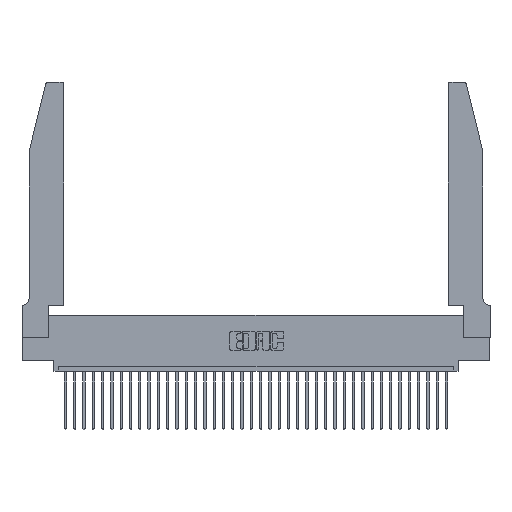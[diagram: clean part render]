
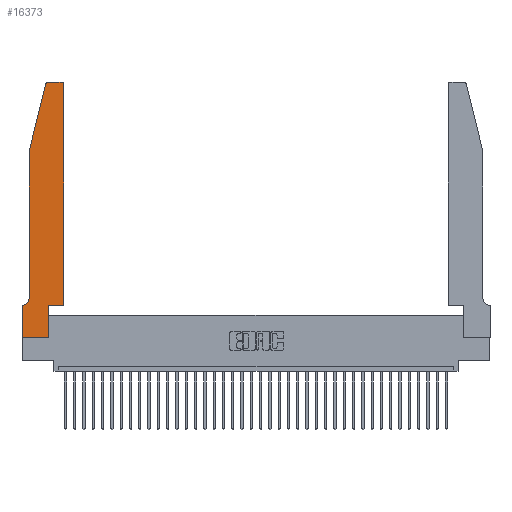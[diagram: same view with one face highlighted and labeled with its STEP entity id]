
A CAD part, top view. The second image highlights one B-rep face of the part: STEP entity #16373.
In plain terms, the highlighted planar face has unit normal (0, 0, 1).
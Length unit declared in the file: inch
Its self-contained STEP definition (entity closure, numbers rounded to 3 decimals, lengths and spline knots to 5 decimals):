
#244 = CARTESIAN_POINT ( 'NONE',  ( 0.25487, 2.72718, 0.37 ) ) ;
#1054 = DIRECTION ( 'NONE',  ( 1., 0., 0. ) ) ;
#1129 = ORIENTED_EDGE ( 'NONE', *, *, #4345, .T. ) ;
#1268 = VERTEX_POINT ( 'NONE', #16891 ) ;
#1465 = CARTESIAN_POINT ( 'NONE',  ( 0.4205, 2.72, 0.37 ) ) ;
#1481 = VECTOR ( 'NONE', #21939, 39.37008 ) ;
#1763 = CARTESIAN_POINT ( 'NONE',  ( 0.0755, 2., 0.37 ) ) ;
#2215 = FACE_OUTER_BOUND ( 'NONE', #14886, .T. ) ;
#2296 = VECTOR ( 'NONE', #4317, 39.37008 ) ;
#2344 = CARTESIAN_POINT ( 'NONE',  ( 0.4505, 2.72, 0.37 ) ) ;
#2598 = VERTEX_POINT ( 'NONE', #11798 ) ;
#2984 = VERTEX_POINT ( 'NONE', #2344 ) ;
#3237 = ORIENTED_EDGE ( 'NONE', *, *, #34471, .T. ) ;
#3418 = LINE ( 'NONE', #20390, #28573 ) ;
#4277 = ORIENTED_EDGE ( 'NONE', *, *, #31899, .T. ) ;
#4317 = DIRECTION ( 'NONE',  ( 1., 0., 0. ) ) ;
#4345 = EDGE_CURVE ( 'NONE', #31418, #32375, #8100, .T. ) ;
#4623 = DIRECTION ( 'NONE',  ( 1., 0., 0. ) ) ;
#4687 = DIRECTION ( 'NONE',  ( 1., 0., 0. ) ) ;
#4755 = DIRECTION ( 'NONE',  ( 0., 0., 1. ) ) ;
#5573 = LINE ( 'NONE', #8024, #21462 ) ;
#5762 = CARTESIAN_POINT ( 'NONE',  ( 0., 0.35, 0.37 ) ) ;
#5876 = CIRCLE ( 'NONE', #15166, 0.07 ) ;
#6088 = CARTESIAN_POINT ( 'NONE',  ( 0.0755, 0.42, 0.37 ) ) ;
#6598 = CARTESIAN_POINT ( 'NONE',  ( 0.0055, 0.42, 0.37 ) ) ;
#6645 = EDGE_CURVE ( 'NONE', #33590, #21318, #12903, .T. ) ;
#6684 = LINE ( 'NONE', #12892, #35829 ) ;
#6966 = CARTESIAN_POINT ( 'NONE',  ( 0.2865, 0., 0.37 ) ) ;
#7745 = VERTEX_POINT ( 'NONE', #25689 ) ;
#8024 = CARTESIAN_POINT ( 'NONE',  ( 0.0755, 0.35, 0.37 ) ) ;
#8094 = EDGE_CURVE ( 'NONE', #2984, #31418, #19879, .T. ) ;
#8100 = LINE ( 'NONE', #33835, #1481 ) ;
#8236 = DIRECTION ( 'NONE',  ( 0., 1., 0. ) ) ;
#8431 = ORIENTED_EDGE ( 'NONE', *, *, #22941, .T. ) ;
#8609 = ORIENTED_EDGE ( 'NONE', *, *, #29186, .T. ) ;
#9613 = AXIS2_PLACEMENT_3D ( 'NONE', #15922, #4755, #24465 ) ;
#10195 = EDGE_CURVE ( 'NONE', #32375, #33590, #20166, .T. ) ;
#10258 = AXIS2_PLACEMENT_3D ( 'NONE', #1465, #29822, #4687 ) ;
#11323 = ORIENTED_EDGE ( 'NONE', *, *, #10195, .T. ) ;
#11798 = CARTESIAN_POINT ( 'NONE',  ( 0., 0., 0.37 ) ) ;
#11977 = LINE ( 'NONE', #31420, #2296 ) ;
#12892 = CARTESIAN_POINT ( 'NONE',  ( 0.2865, 0.35, 0.37 ) ) ;
#12903 = LINE ( 'NONE', #1763, #31019 ) ;
#13204 = DIRECTION ( 'NONE',  ( 0., 0., 1. ) ) ;
#14499 = CARTESIAN_POINT ( 'NONE',  ( 0.4205, 2.75, 0.37 ) ) ;
#14886 = EDGE_LOOP ( 'NONE', ( #1129, #11323, #33802, #8609, #3237, #4277, #21452, #16836, #20087, #27256, #8431, #15171 ) ) ;
#15166 = AXIS2_PLACEMENT_3D ( 'NONE', #6598, #20631, #20746 ) ;
#15171 = ORIENTED_EDGE ( 'NONE', *, *, #8094, .T. ) ;
#15922 = CARTESIAN_POINT ( 'NONE',  ( 0.284, 2.72, 0.37 ) ) ;
#16373 = ADVANCED_FACE ( 'NONE', ( #2215 ), #23937, .T. ) ;
#16480 = VECTOR ( 'NONE', #1054, 39.37008 ) ;
#16836 = ORIENTED_EDGE ( 'NONE', *, *, #25763, .T. ) ;
#16891 = CARTESIAN_POINT ( 'NONE',  ( 0.0055, 0.35, 0.37 ) ) ;
#17838 = VERTEX_POINT ( 'NONE', #5762 ) ;
#19062 = CARTESIAN_POINT ( 'NONE',  ( 0.0755, 2., 0.37 ) ) ;
#19343 = EDGE_CURVE ( 'NONE', #23845, #7745, #34583, .T. ) ;
#19879 = CIRCLE ( 'NONE', #10258, 0.03 ) ;
#19932 = VECTOR ( 'NONE', #34115, 39.37008 ) ;
#20014 = EDGE_CURVE ( 'NONE', #17838, #2598, #20835, .T. ) ;
#20087 = ORIENTED_EDGE ( 'NONE', *, *, #26014, .T. ) ;
#20135 = CARTESIAN_POINT ( 'NONE',  ( 0., 0., 0.37 ) ) ;
#20166 = CIRCLE ( 'NONE', #9613, 0.03 ) ;
#20189 = CARTESIAN_POINT ( 'NONE',  ( 0.2865, 0.35, 0.37 ) ) ;
#20390 = CARTESIAN_POINT ( 'NONE',  ( 0.4505, 0.35, 0.37 ) ) ;
#20631 = DIRECTION ( 'NONE',  ( 0., 0., -1. ) ) ;
#20746 = DIRECTION ( 'NONE',  ( -1., 0., 0. ) ) ;
#20835 = LINE ( 'NONE', #20135, #19932 ) ;
#21318 = VERTEX_POINT ( 'NONE', #19062 ) ;
#21452 = ORIENTED_EDGE ( 'NONE', *, *, #20014, .T. ) ;
#21462 = VECTOR ( 'NONE', #28184, 39.37008 ) ;
#21471 = VERTEX_POINT ( 'NONE', #6088 ) ;
#21939 = DIRECTION ( 'NONE',  ( -1., 0., 0. ) ) ;
#22144 = CARTESIAN_POINT ( 'NONE',  ( 0.284, 2.75, 0.37 ) ) ;
#22941 = EDGE_CURVE ( 'NONE', #7745, #2984, #3418, .T. ) ;
#23845 = VERTEX_POINT ( 'NONE', #20189 ) ;
#23937 = PLANE ( 'NONE',  #35328 ) ;
#24450 = DIRECTION ( 'NONE',  ( -0.239, -0.971, 0. ) ) ;
#24465 = DIRECTION ( 'NONE',  ( 1., 0., 0. ) ) ;
#25453 = VECTOR ( 'NONE', #32145, 39.37008 ) ;
#25689 = CARTESIAN_POINT ( 'NONE',  ( 0.4505, 0.35, 0.37 ) ) ;
#25763 = EDGE_CURVE ( 'NONE', #2598, #27443, #11977, .T. ) ;
#26014 = EDGE_CURVE ( 'NONE', #27443, #23845, #6684, .T. ) ;
#26216 = CARTESIAN_POINT ( 'NONE',  ( 0.4505, 0.35, 0.37 ) ) ;
#26832 = CARTESIAN_POINT ( 'NONE',  ( 0.0755, 2., 0.37 ) ) ;
#27256 = ORIENTED_EDGE ( 'NONE', *, *, #19343, .T. ) ;
#27443 = VERTEX_POINT ( 'NONE', #6966 ) ;
#28184 = DIRECTION ( 'NONE',  ( -1., 0., 0. ) ) ;
#28374 = DIRECTION ( 'NONE',  ( 0., 1., 0. ) ) ;
#28573 = VECTOR ( 'NONE', #28374, 39.37008 ) ;
#28978 = LINE ( 'NONE', #26832, #25453 ) ;
#29186 = EDGE_CURVE ( 'NONE', #21318, #21471, #28978, .T. ) ;
#29822 = DIRECTION ( 'NONE',  ( 0., 0., 1. ) ) ;
#31019 = VECTOR ( 'NONE', #24450, 39.37008 ) ;
#31418 = VERTEX_POINT ( 'NONE', #14499 ) ;
#31420 = CARTESIAN_POINT ( 'NONE',  ( 0., 0., 0.37 ) ) ;
#31899 = EDGE_CURVE ( 'NONE', #1268, #17838, #5573, .T. ) ;
#32145 = DIRECTION ( 'NONE',  ( 0., -1., 0. ) ) ;
#32375 = VERTEX_POINT ( 'NONE', #22144 ) ;
#32491 = CARTESIAN_POINT ( 'NONE',  ( 0., 0.35, 0.37 ) ) ;
#33590 = VERTEX_POINT ( 'NONE', #244 ) ;
#33802 = ORIENTED_EDGE ( 'NONE', *, *, #6645, .T. ) ;
#33835 = CARTESIAN_POINT ( 'NONE',  ( 0.2605, 2.75, 0.37 ) ) ;
#34115 = DIRECTION ( 'NONE',  ( 0., -1., 0. ) ) ;
#34471 = EDGE_CURVE ( 'NONE', #21471, #1268, #5876, .T. ) ;
#34583 = LINE ( 'NONE', #26216, #16480 ) ;
#35328 = AXIS2_PLACEMENT_3D ( 'NONE', #32491, #13204, #4623 ) ;
#35829 = VECTOR ( 'NONE', #8236, 39.37008 ) ;
